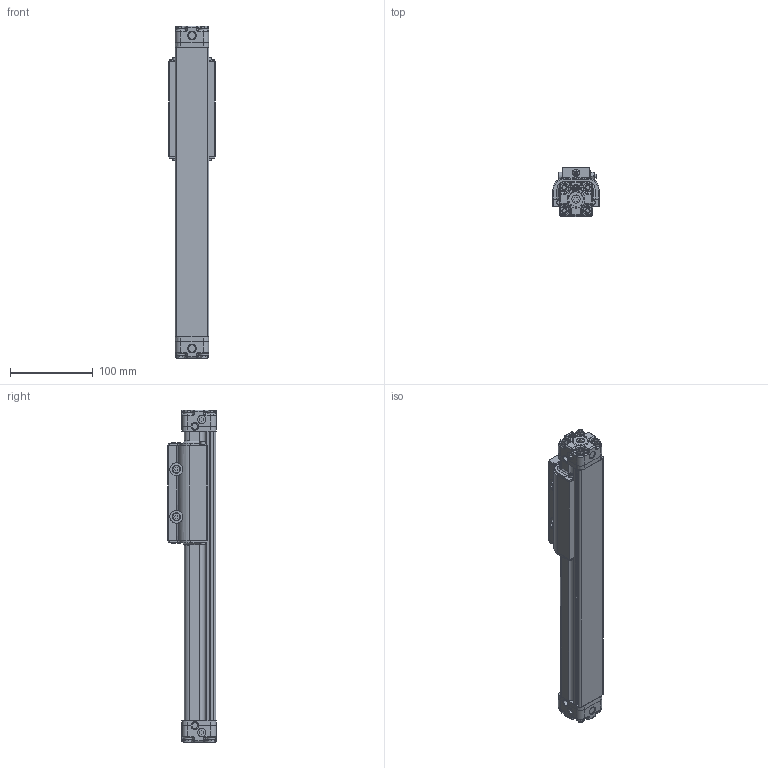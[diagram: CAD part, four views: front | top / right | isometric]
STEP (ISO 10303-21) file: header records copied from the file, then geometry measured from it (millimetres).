
FILE_DESCRIPTION (( 'STEP AP203' ), '1' );
FILE_NAME ('BC210_NP_SK7.874_BC2-486610-1.step', '2025-04-21T14:09:48', ( '' ), ( '' ), 'SwSTEP 2.0', 'SolidWorks 2024', '' );
FILE_SCHEMA (( 'CONFIG_CONTROL_DESIGN' ));
Length unit declared in the file: inch
Products named in the file (3): 05109057_BC210_NP_SK7.874_BC2-486610-1; Base_BC210_NP_SK7.874_BC2-486610-1; BC210_NP_SK7.874_BC2-486610-1
Assembly tree (2 placements, depth 2):
  BC210_NP_SK7.874_BC2-486610-1
    05109057_BC210_NP_SK7.874_BC2-486610-1
    Base_BC210_NP_SK7.874_BC2-486610-1
Bounding box: 55.47 x 58.55 x 400.3 mm (x, y, z)
Volume: 608378.4 mm3; surface area: 148197.6 mm2
Topology: 2 solids, 19 shells, 1598 faces, 4065 edges, 2629 vertices
Faces by surface type: plane 932, bspline 298, cylinder 212, cone 88, torus 50, sphere 18
Full cylindrical faces by diameter (mm): 3.353 x2, 3.505 x2, 4.039 x2, 4.216 x2, 4.801 x2, 4.826 x12, 5.105 x2, 5.563 x2, 5.74 x6, 7.087 x4, 7.137 x4, 7.366 x2, 7.925 x2, 8.56 x2, 9.5 x2, 9.906 x2, 10.033 x2, 10.16 x8, 12.7 x2, 15.875 x4, 16.993 x2, 22.352 x1, 25.324 x2, 25.4 x1
Entity records: 59591 total; most frequent: CARTESIAN_POINT 23409, ORIENTED_EDGE 7692, DIRECTION 6430, EDGE_CURVE 3846, VERTEX_POINT 2556, VECTOR 2544, LINE 2544, AXIS2_PLACEMENT_3D 1943
